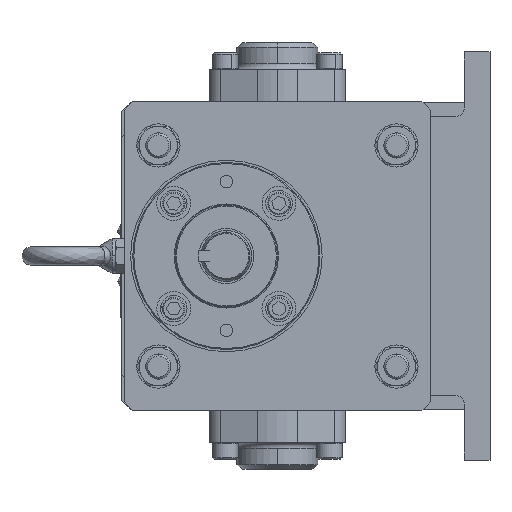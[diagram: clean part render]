
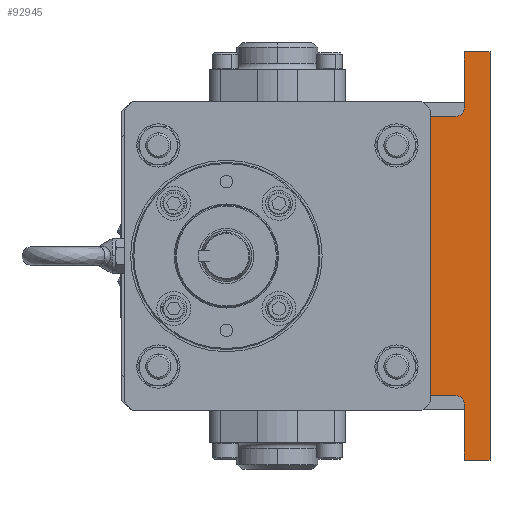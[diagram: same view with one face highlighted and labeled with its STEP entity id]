
A CAD part, left-side view. The second image highlights one B-rep face of the part: STEP entity #92945.
In plain terms, the highlighted planar face has unit normal (-1, 0, 0).
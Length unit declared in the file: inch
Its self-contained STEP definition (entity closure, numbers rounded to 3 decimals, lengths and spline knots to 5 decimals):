
#1633 = EDGE_CURVE ( 'NONE', #56284, #76181, #102791, .T. ) ;
#3627 = CARTESIAN_POINT ( 'NONE',  ( -2.016, -5.21, -4.11 ) ) ;
#5565 = EDGE_LOOP ( 'NONE', ( #43743, #55532, #83951, #112939, #29895, #88677, #35991, #15023, #17305, #97164 ) ) ;
#6245 = VECTOR ( 'NONE', #42935, 39.37008 ) ;
#10210 = VERTEX_POINT ( 'NONE', #74612 ) ;
#13109 = EDGE_CURVE ( 'NONE', #48717, #53226, #66497, .T. ) ;
#13251 = PLANE ( 'NONE',  #53999 ) ;
#15023 = ORIENTED_EDGE ( 'NONE', *, *, #33408, .F. ) ;
#16262 = FACE_OUTER_BOUND ( 'NONE', #5565, .T. ) ;
#17305 = ORIENTED_EDGE ( 'NONE', *, *, #89181, .F. ) ;
#19446 = VECTOR ( 'NONE', #116064, 39.37008 ) ;
#27423 = VERTEX_POINT ( 'NONE', #121319 ) ;
#27814 = EDGE_CURVE ( 'NONE', #113404, #85004, #31011, .T. ) ;
#28216 = LINE ( 'NONE', #77700, #19446 ) ;
#29895 = ORIENTED_EDGE ( 'NONE', *, *, #1633, .F. ) ;
#30035 = CARTESIAN_POINT ( 'NONE',  ( -2.016, -6.21, -6. ) ) ;
#31011 = CIRCLE ( 'NONE', #50159, 0.25 ) ;
#31496 = EDGE_CURVE ( 'NONE', #48717, #10210, #28216, .T. ) ;
#32170 = CARTESIAN_POINT ( 'NONE',  ( -2.016, -5.46, 4.36 ) ) ;
#32278 = LINE ( 'NONE', #46205, #48407 ) ;
#33408 = EDGE_CURVE ( 'NONE', #27423, #85004, #82469, .T. ) ;
#35991 = ORIENTED_EDGE ( 'NONE', *, *, #27814, .T. ) ;
#42142 = CARTESIAN_POINT ( 'NONE',  ( -2.016, -5.46, 6. ) ) ;
#42935 = DIRECTION ( 'NONE',  ( 0., -1., 0. ) ) ;
#43743 = ORIENTED_EDGE ( 'NONE', *, *, #96871, .F. ) ;
#44415 = DIRECTION ( 'NONE',  ( 0., 0., -1. ) ) ;
#44451 = VECTOR ( 'NONE', #52096, 39.37008 ) ;
#46205 = CARTESIAN_POINT ( 'NONE',  ( -2.016, -4.46, -4.11 ) ) ;
#48407 = VECTOR ( 'NONE', #67044, 39.37008 ) ;
#48717 = VERTEX_POINT ( 'NONE', #32170 ) ;
#50159 = AXIS2_PLACEMENT_3D ( 'NONE', #101586, #64432, #44415 ) ;
#50802 = CARTESIAN_POINT ( 'NONE',  ( -2.016, -6.21, 6. ) ) ;
#50920 = LINE ( 'NONE', #72961, #118136 ) ;
#51972 = VERTEX_POINT ( 'NONE', #30035 ) ;
#52096 = DIRECTION ( 'NONE',  ( 0., 1., 0. ) ) ;
#53226 = VERTEX_POINT ( 'NONE', #88641 ) ;
#53631 = DIRECTION ( 'NONE',  ( 0., 0., 1. ) ) ;
#53999 = AXIS2_PLACEMENT_3D ( 'NONE', #116643, #105605, #106811 ) ;
#55532 = ORIENTED_EDGE ( 'NONE', *, *, #31496, .F. ) ;
#56284 = VERTEX_POINT ( 'NONE', #66120 ) ;
#59812 = CARTESIAN_POINT ( 'NONE',  ( -2.016, -5.21, 4.36 ) ) ;
#64432 = DIRECTION ( 'NONE',  ( 1., 0., 0. ) ) ;
#65144 = AXIS2_PLACEMENT_3D ( 'NONE', #59812, #78981, #118519 ) ;
#66120 = CARTESIAN_POINT ( 'NONE',  ( -2.016, -4.46, -4.11 ) ) ;
#66497 = CIRCLE ( 'NONE', #65144, 0.25 ) ;
#67044 = DIRECTION ( 'NONE',  ( 0., 1., 0. ) ) ;
#69228 = LINE ( 'NONE', #42142, #6245 ) ;
#70327 = CARTESIAN_POINT ( 'NONE',  ( -2.016, -5.46, -4.36 ) ) ;
#72533 = LINE ( 'NONE', #50802, #90185 ) ;
#72961 = CARTESIAN_POINT ( 'NONE',  ( -2.016, -4.46, 4.11 ) ) ;
#74612 = CARTESIAN_POINT ( 'NONE',  ( -2.016, -5.46, 6. ) ) ;
#76181 = VERTEX_POINT ( 'NONE', #107309 ) ;
#77700 = CARTESIAN_POINT ( 'NONE',  ( -2.016, -5.46, 4.11 ) ) ;
#78981 = DIRECTION ( 'NONE',  ( 1., 0., 0. ) ) ;
#80702 = CARTESIAN_POINT ( 'NONE',  ( -2.016, -6.21, -6. ) ) ;
#82391 = DIRECTION ( 'NONE',  ( 0., -1., 0. ) ) ;
#82469 = LINE ( 'NONE', #101377, #118953 ) ;
#82490 = VECTOR ( 'NONE', #118728, 39.37008 ) ;
#83951 = ORIENTED_EDGE ( 'NONE', *, *, #13109, .T. ) ;
#85004 = VERTEX_POINT ( 'NONE', #70327 ) ;
#88641 = CARTESIAN_POINT ( 'NONE',  ( -2.016, -5.21, 4.11 ) ) ;
#88677 = ORIENTED_EDGE ( 'NONE', *, *, #118593, .F. ) ;
#89181 = EDGE_CURVE ( 'NONE', #51972, #27423, #113173, .T. ) ;
#90185 = VECTOR ( 'NONE', #116120, 39.37008 ) ;
#90744 = CARTESIAN_POINT ( 'NONE',  ( -2.016, -6.21, 6. ) ) ;
#91981 = EDGE_CURVE ( 'NONE', #107840, #51972, #72533, .T. ) ;
#92945 = ADVANCED_FACE ( 'NONE', ( #16262 ), #13251, .F. ) ;
#96871 = EDGE_CURVE ( 'NONE', #10210, #107840, #69228, .T. ) ;
#97164 = ORIENTED_EDGE ( 'NONE', *, *, #91981, .F. ) ;
#101377 = CARTESIAN_POINT ( 'NONE',  ( -2.016, -5.46, -4.11 ) ) ;
#101586 = CARTESIAN_POINT ( 'NONE',  ( -2.016, -5.21, -4.36 ) ) ;
#102791 = LINE ( 'NONE', #115545, #82490 ) ;
#105605 = DIRECTION ( 'NONE',  ( 1., 0., 0. ) ) ;
#106811 = DIRECTION ( 'NONE',  ( 0., 1., 0. ) ) ;
#107309 = CARTESIAN_POINT ( 'NONE',  ( -2.016, -4.46, 4.11 ) ) ;
#107840 = VERTEX_POINT ( 'NONE', #90744 ) ;
#112939 = ORIENTED_EDGE ( 'NONE', *, *, #119763, .F. ) ;
#113173 = LINE ( 'NONE', #80702, #44451 ) ;
#113404 = VERTEX_POINT ( 'NONE', #3627 ) ;
#115545 = CARTESIAN_POINT ( 'NONE',  ( -2.016, -4.46, -4.11 ) ) ;
#116064 = DIRECTION ( 'NONE',  ( 0., 0., 1. ) ) ;
#116120 = DIRECTION ( 'NONE',  ( 0., 0., -1. ) ) ;
#116643 = CARTESIAN_POINT ( 'NONE',  ( -2.016, -4.46, 0. ) ) ;
#118136 = VECTOR ( 'NONE', #82391, 39.37008 ) ;
#118519 = DIRECTION ( 'NONE',  ( 0., 0., -1. ) ) ;
#118593 = EDGE_CURVE ( 'NONE', #113404, #56284, #32278, .T. ) ;
#118728 = DIRECTION ( 'NONE',  ( 0., 0., 1. ) ) ;
#118953 = VECTOR ( 'NONE', #53631, 39.37008 ) ;
#119763 = EDGE_CURVE ( 'NONE', #76181, #53226, #50920, .T. ) ;
#121319 = CARTESIAN_POINT ( 'NONE',  ( -2.016, -5.46, -6. ) ) ;
